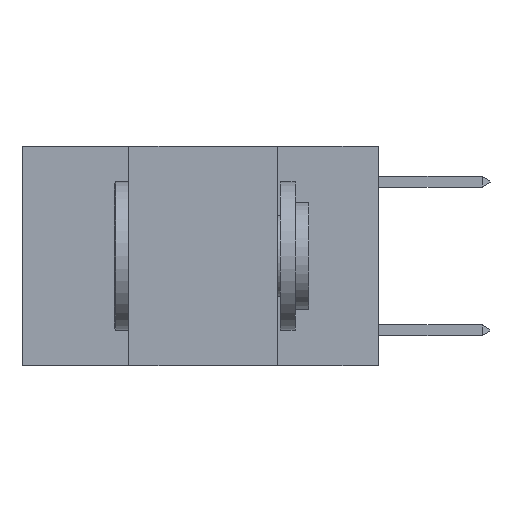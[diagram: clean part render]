
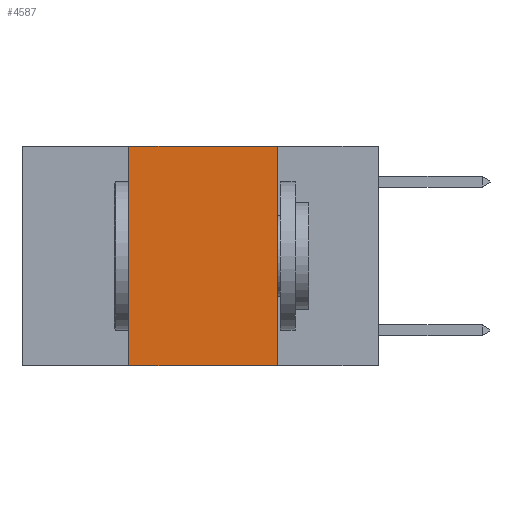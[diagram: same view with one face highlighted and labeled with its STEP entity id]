
A CAD part, left-side view. The second image highlights one B-rep face of the part: STEP entity #4587.
In plain terms, the highlighted planar face has unit normal (-1, 0, 0).
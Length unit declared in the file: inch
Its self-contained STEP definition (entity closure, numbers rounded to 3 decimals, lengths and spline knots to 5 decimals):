
#378 = VERTEX_POINT ( 'NONE', #3912 ) ;
#618 = DIRECTION ( 'NONE',  ( 1., 0., 0. ) ) ;
#1921 = FACE_OUTER_BOUND ( 'NONE', #10265, .T. ) ;
#2469 = LINE ( 'NONE', #6294, #2642 ) ;
#2642 = VECTOR ( 'NONE', #12031, 39.37008 ) ;
#3348 = ORIENTED_EDGE ( 'NONE', *, *, #9352, .F. ) ;
#3912 = CARTESIAN_POINT ( 'NONE',  ( 0., 0.17, -0.37 ) ) ;
#4250 = EDGE_CURVE ( 'NONE', #10746, #11024, #2469, .T. ) ;
#4306 = PLANE ( 'NONE',  #4985 ) ;
#4587 = ADVANCED_FACE ( 'NONE', ( #1921 ), #4306, .F. ) ;
#4803 = VERTEX_POINT ( 'NONE', #6567 ) ;
#4985 = AXIS2_PLACEMENT_3D ( 'NONE', #6621, #618, #11050 ) ;
#5012 = VECTOR ( 'NONE', #9317, 39.37008 ) ;
#5676 = ORIENTED_EDGE ( 'NONE', *, *, #4250, .F. ) ;
#5786 = VECTOR ( 'NONE', #10365, 39.37008 ) ;
#6252 = LINE ( 'NONE', #7051, #5786 ) ;
#6294 = CARTESIAN_POINT ( 'NONE',  ( 0., 0.6, 0. ) ) ;
#6567 = CARTESIAN_POINT ( 'NONE',  ( 0., 0.42, -0.37 ) ) ;
#6621 = CARTESIAN_POINT ( 'NONE',  ( 0., 0.6, 0. ) ) ;
#7051 = CARTESIAN_POINT ( 'NONE',  ( 0., 0.17, 0. ) ) ;
#8356 = EDGE_CURVE ( 'NONE', #4803, #10746, #11139, .T. ) ;
#9182 = EDGE_CURVE ( 'NONE', #4803, #378, #10330, .T. ) ;
#9317 = DIRECTION ( 'NONE',  ( 0., -1., 0. ) ) ;
#9352 = EDGE_CURVE ( 'NONE', #11024, #378, #6252, .T. ) ;
#9697 = CARTESIAN_POINT ( 'NONE',  ( 0., 0.17, 0. ) ) ;
#9891 = CARTESIAN_POINT ( 'NONE',  ( 0., 0.6, -0.37 ) ) ;
#10124 = ORIENTED_EDGE ( 'NONE', *, *, #9182, .T. ) ;
#10160 = VECTOR ( 'NONE', #11660, 39.37008 ) ;
#10265 = EDGE_LOOP ( 'NONE', ( #3348, #5676, #12209, #10124 ) ) ;
#10330 = LINE ( 'NONE', #9891, #5012 ) ;
#10365 = DIRECTION ( 'NONE',  ( 0., 0., -1. ) ) ;
#10746 = VERTEX_POINT ( 'NONE', #12060 ) ;
#11024 = VERTEX_POINT ( 'NONE', #9697 ) ;
#11050 = DIRECTION ( 'NONE',  ( 0., 0., -1. ) ) ;
#11139 = LINE ( 'NONE', #11171, #10160 ) ;
#11171 = CARTESIAN_POINT ( 'NONE',  ( 0., 0.42, 0. ) ) ;
#11660 = DIRECTION ( 'NONE',  ( 0., 0., 1. ) ) ;
#12031 = DIRECTION ( 'NONE',  ( 0., -1., 0. ) ) ;
#12060 = CARTESIAN_POINT ( 'NONE',  ( 0., 0.42, 0. ) ) ;
#12209 = ORIENTED_EDGE ( 'NONE', *, *, #8356, .F. ) ;
